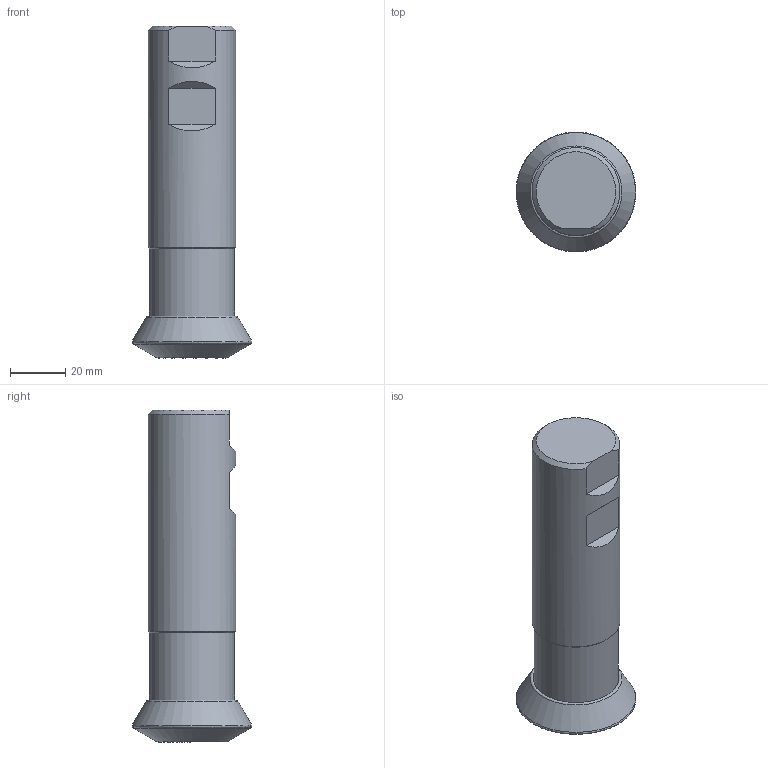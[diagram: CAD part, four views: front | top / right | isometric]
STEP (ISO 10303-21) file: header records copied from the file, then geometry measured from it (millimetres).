
FILE_DESCRIPTION(/* description */ (''),/* implementation_level */ '2;1');
FILE_NAME(/* name */ 'CEA60-11100R-S125(090324).stp',/* time_stamp */ '2020-10-14T09:26:54+09:00',/* author */ (''),/* organization */ (''),/* preprocessor_version */ 'ST-DEVELOPER v11',/* originating_system */ 'SIEMENS UGS NX 6.0',/* authorisation */ '');
FILE_SCHEMA (('CONFIG_CONTROL_DESIGN'));
Length unit declared in the file: millimetre
Products named in the file (1): user6B685xjh
Bounding box: 43.32 x 43.31 x 120 mm (x, y, z)
Volume: 93455.4 mm3; surface area: 17482.6 mm2
Topology: 1 solids, 2 shells, 23 faces, 72 edges, 68 vertices
Faces by surface type: revolution 8, plane 7, cone 4, cylinder 2, torus 2
Full cylindrical faces by diameter (mm): 30.75 x1, 31.75 x1
Entity records: 872 total; most frequent: CARTESIAN_POINT 331, DIRECTION 94, ORIENTED_EDGE 60, EDGE_LOOP 39, AXIS2_PLACEMENT_3D 37, FACE_BOUND 31, EDGE_CURVE 30, VERTEX_POINT 25
